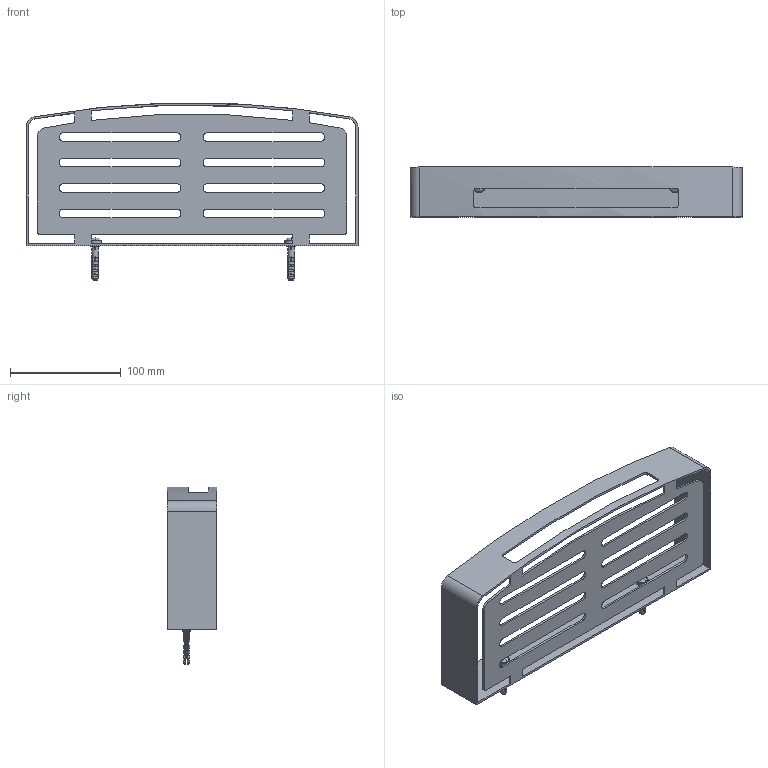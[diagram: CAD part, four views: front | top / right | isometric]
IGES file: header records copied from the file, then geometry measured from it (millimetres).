
Global section: file name: 6dfe2ceb-ff3f-41ee-9ea0-9e37f3120994; native system: unknown; preprocessor: unknown; author: unknown; organization: unknown; date: 20200109.072624; units: millimetre
Bounding box: 300 x 45 x 160.68 mm (x, y, z)
Volume: 114495.2 mm3; surface area: 126175.3 mm2
Topology: 9 solids, 9 shells, 339 faces, 906 edges, 596 vertices
Faces by surface type: bspline 339
